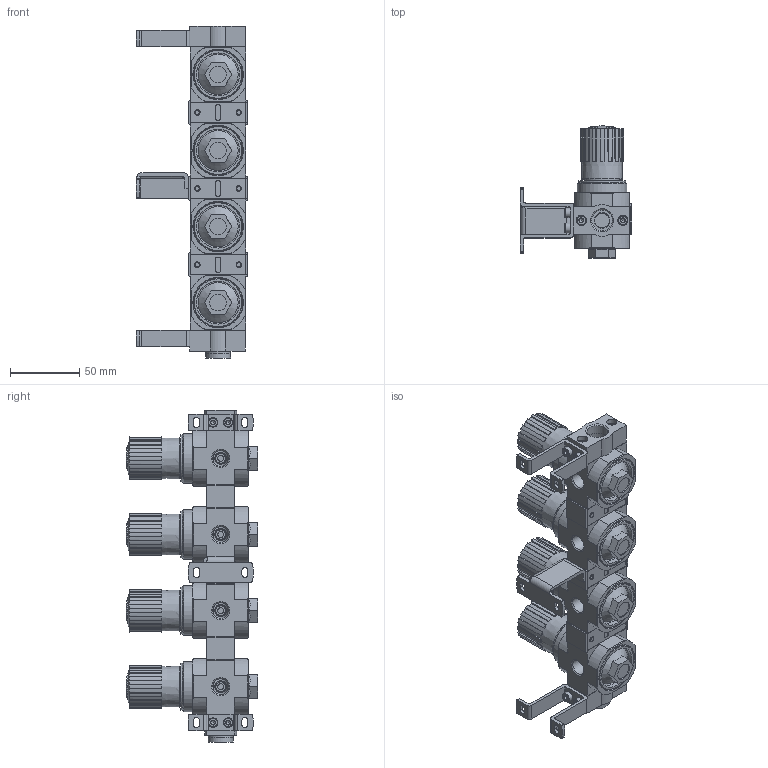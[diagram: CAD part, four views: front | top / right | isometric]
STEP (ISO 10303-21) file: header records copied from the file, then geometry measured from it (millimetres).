
FILE_DESCRIPTION(/* description */ ('STEP AP214'),/* implementation_level */ '2;1');
FILE_NAME(/* name */ '528985_LRB-3_8-D-7-O-K4-MINI',/* time_stamp */ '2024-09-04T22:23:52+02:00',/* author */ ('License CC BY-ND 4.0'),/* organization */ ('CADENAS'),/* preprocessor_version */ 'ST-DEVELOPER v19.3',/* originating_system */ 'PARTsolutions',/* authorisation */ ' ');
FILE_SCHEMA (('AUTOMOTIVE_DESIGN {1 0 10303 214 3 1 1}'));
Length unit declared in the file: millimetre
Products named in the file (15): 528985 LRB-3/8-D-7-O-K4-MINI---(0); 528985 LRB-3/8-D-7-O-K4-MINI---(0-Geh); 525034 LRBAS-3/8-D-MINI---(p); 525029 HRB-D-MINI---(p); DIN-912 - M4x8(F); 2224 O-1/4; DIN-908 G1/4A; DIN-912 - M4x14(F); 373845 LR-MINI; 529022 HRBC-D-MINIo; 529022 HRBC-D-MINIu; 680968 HRBC-D-MINI---(s); DIN-912 - M4x16(F); 525031 HRBK-D-MINI---(p); Senkschraube DIN 7991 M4x20
Assembly tree (47 placements, depth 2):
  528985 LRB-3/8-D-7-O-K4-MINI---(0)
    528985 LRB-3/8-D-7-O-K4-MINI---(0-Geh)  x4
    525034 LRBAS-3/8-D-MINI---(p)  x2
    525029 HRB-D-MINI---(p)  x2
    DIN-912 - M4x8(F)  x4
    2224 O-1/4
    DIN-908 G1/4A
    DIN-912 - M4x14(F)  x4
    373845 LR-MINI  x4
    529022 HRBC-D-MINIo  x3
    529022 HRBC-D-MINIu  x3
    680968 HRBC-D-MINI---(s)  x12
    DIN-912 - M4x16(F)  x4
    525031 HRBK-D-MINI---(p)
    Senkschraube DIN 7991 M4x20  x2
Bounding box: 80.7 x 95.4 x 240 mm (x, y, z)
Volume: 421367.1 mm3; surface area: 130821.5 mm2
Topology: 47 solids, 47 shells, 2085 faces, 5050 edges, 3197 vertices
Faces by surface type: plane 1144, cylinder 516, cone 333, torus 72, sphere 20
Full cylindrical faces by diameter (mm): 3.242 x26, 3.5 x12, 4 x26, 4.3 x20, 6.9 x4, 7 x12, 7.4 x4, 7.5 x6, 7.9 x1, 8 x2, 8.2 x4, 8.566 x4, 9 x24, 9.728 x4, 11 x7, 11.4 x2, 11.445 x4, 12 x4, 12.2 x4, 13.157 x1, 13.2 x1, 14.95 x2, 15.7 x3, 15.8 x4, 17.2 x2, 18 x2, 24.9 x4, 26.9 x4, 31 x4, 33.9 x4
Entity records: 20323 total; most frequent: CARTESIAN_POINT 3501, DIRECTION 3288, ORIENTED_EDGE 2866, EDGE_CURVE 1433, AXIS2_PLACEMENT_3D 1268, VERTEX_POINT 996, FACE_BOUND 849, EDGE_LOOP 840
